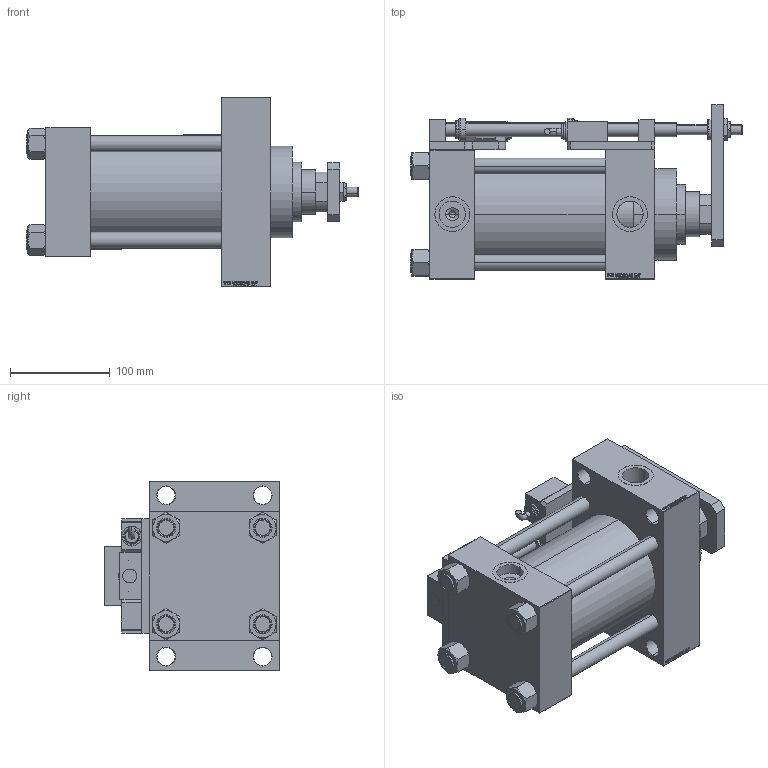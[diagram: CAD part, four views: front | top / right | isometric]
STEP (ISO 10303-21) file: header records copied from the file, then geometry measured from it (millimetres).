
FILE_DESCRIPTION (( 'STEP AP203' ), '1' );
FILE_NAME ('0320.STEP', '2022-11-23T07:28:01', ( '' ), ( '' ), 'SwSTEP 2.0', 'SolidWorks 2019', '' );
FILE_SCHEMA (( 'CONFIG_CONTROL_DESIGN' ));
Length unit declared in the file: millimetre
Products named in the file (16): V215CD_VC_A dba0a69d87ffe679ba11053c4434f724; V215CD_SWITCH_Q_ZARAZKA dba0a69d87ffe679ba11053c4434f724; V215CD_SWITCH_Q_TYC dba0a69d87ffe679ba11053c4434f724; V215CD_SWITCH_Q_NUT10 dba0a69d87ffe679ba11053c4434f724; V215CD_D_Body dba0a69d87ffe679ba11053c4434f724; V215CD_SWITCH_Q_PODLOZKA_FRONT dba0a69d87ffe679ba11053c4434f724; V215CD_SWITCH_Q_BLOK dba0a69d87ffe679ba11053c4434f724; V215CD_SWITCH_Q_DIMA dba0a69d87ffe679ba11053c4434f724; V215CD_NUT_M5_D dba0a69d87ffe679ba11053c4434f724; V215CD_SWITCH_Q_SWITCH dba0a69d87ffe679ba11053c4434f724; V215CD_D_TYCINKA dba0a69d87ffe679ba11053c4434f724; 0320; V215CD_VCP_D dba0a69d87ffe679ba11053c4434f724; V215CD_SWITCH_Q_PODLOZKA_BACK dba0a69d87ffe679ba11053c4434f724; V215CD_SWITCH_Q_NUT dba0a69d87ffe679ba11053c4434f724; V215CD_SWITCH_Q_MAGNET dba0a69d87ffe679ba11053c4434f724
Assembly tree (24 placements, depth 2):
  0320
    V215CD_D_Body dba0a69d87ffe679ba11053c4434f724
    V215CD_VC_A dba0a69d87ffe679ba11053c4434f724
    V215CD_VCP_D dba0a69d87ffe679ba11053c4434f724
    V215CD_D_TYCINKA dba0a69d87ffe679ba11053c4434f724  x4
    V215CD_NUT_M5_D dba0a69d87ffe679ba11053c4434f724  x4
    V215CD_SWITCH_Q_BLOK dba0a69d87ffe679ba11053c4434f724  x2
    V215CD_SWITCH_Q_DIMA dba0a69d87ffe679ba11053c4434f724
    V215CD_SWITCH_Q_MAGNET dba0a69d87ffe679ba11053c4434f724  x2
    V215CD_SWITCH_Q_NUT dba0a69d87ffe679ba11053c4434f724
    V215CD_SWITCH_Q_NUT10 dba0a69d87ffe679ba11053c4434f724
    V215CD_SWITCH_Q_PODLOZKA_BACK dba0a69d87ffe679ba11053c4434f724
    V215CD_SWITCH_Q_PODLOZKA_FRONT dba0a69d87ffe679ba11053c4434f724
    V215CD_SWITCH_Q_SWITCH dba0a69d87ffe679ba11053c4434f724  x2
    V215CD_SWITCH_Q_TYC dba0a69d87ffe679ba11053c4434f724
    V215CD_SWITCH_Q_ZARAZKA dba0a69d87ffe679ba11053c4434f724
Bounding box: 333.5 x 175 x 190 mm (x, y, z)
Volume: 3130252.4 mm3; surface area: 513952.9 mm2
Topology: 24 solids, 24 shells, 1387 faces, 3435 edges, 2226 vertices
Faces by surface type: plane 668, bspline 368, cylinder 160, cone 155, torus 36
Entity records: 53564 total; most frequent: CARTESIAN_POINT 26076, ORIENTED_EDGE 5810, DIRECTION 4124, EDGE_CURVE 2905, VERTEX_POINT 1900, VECTOR 1740, LINE 1740, EDGE_LOOP 1319
